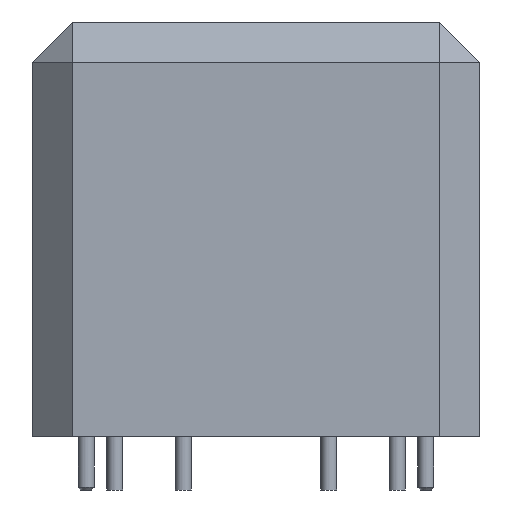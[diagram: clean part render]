
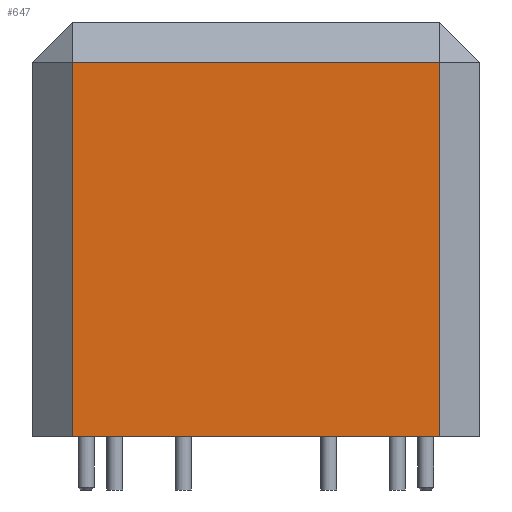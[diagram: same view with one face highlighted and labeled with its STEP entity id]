
A CAD part, left-side view. The second image highlights one B-rep face of the part: STEP entity #647.
In plain terms, the highlighted planar face has unit normal (-1, 0, 0).
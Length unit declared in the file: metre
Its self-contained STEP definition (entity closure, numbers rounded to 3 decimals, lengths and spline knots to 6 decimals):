
#100=ORIENTED_EDGE('',*,*,#228,.T.);
#101=ORIENTED_EDGE('',*,*,#229,.T.);
#102=ORIENTED_EDGE('',*,*,#230,.F.);
#103=ORIENTED_EDGE('',*,*,#231,.T.);
#228=EDGE_CURVE('',#292,#293,#340,.T.);
#229=EDGE_CURVE('',#293,#294,#341,.T.);
#230=EDGE_CURVE('',#295,#294,#342,.T.);
#231=EDGE_CURVE('',#295,#292,#343,.T.);
#292=VERTEX_POINT('',#1541);
#293=VERTEX_POINT('',#1542);
#294=VERTEX_POINT('',#1544);
#295=VERTEX_POINT('',#1546);
#340=LINE('',#1540,#376);
#341=LINE('',#1543,#377);
#342=LINE('',#1545,#378);
#343=LINE('',#1547,#379);
#376=VECTOR('',#1299,1.);
#377=VECTOR('',#1300,1.);
#378=VECTOR('',#1301,1.);
#379=VECTOR('',#1302,1.);
#403=EDGE_LOOP('',(#100,#101,#102,#103));
#477=FACE_BOUND('',#403,.T.);
#551=PLANE('',#1182);
#647=ADVANCED_FACE('',(#477),#551,.T.);
#1182=AXIS2_PLACEMENT_3D('',#1539,#1297,#1298);
#1297=DIRECTION('',(-1.,0.,0.));
#1298=DIRECTION('',(0.,0.,1.));
#1299=DIRECTION('',(0.,1.,0.));
#1300=DIRECTION('',(0.,0.,-1.));
#1301=DIRECTION('',(0.,1.,0.));
#1302=DIRECTION('',(0.,0.,1.));
#1539=CARTESIAN_POINT('',(-0.02575,0.,0.031));
#1540=CARTESIAN_POINT('',(-0.02575,0.,0.028));
#1541=CARTESIAN_POINT('',(-0.02575,-0.01375,0.028));
#1542=CARTESIAN_POINT('',(-0.02575,0.01375,0.028));
#1543=CARTESIAN_POINT('',(-0.02575,0.01375,0.));
#1544=CARTESIAN_POINT('',(-0.02575,0.01375,0.));
#1545=CARTESIAN_POINT('',(-0.02575,0.,0.));
#1546=CARTESIAN_POINT('',(-0.02575,-0.01375,0.));
#1547=CARTESIAN_POINT('',(-0.02575,-0.01375,0.031));
